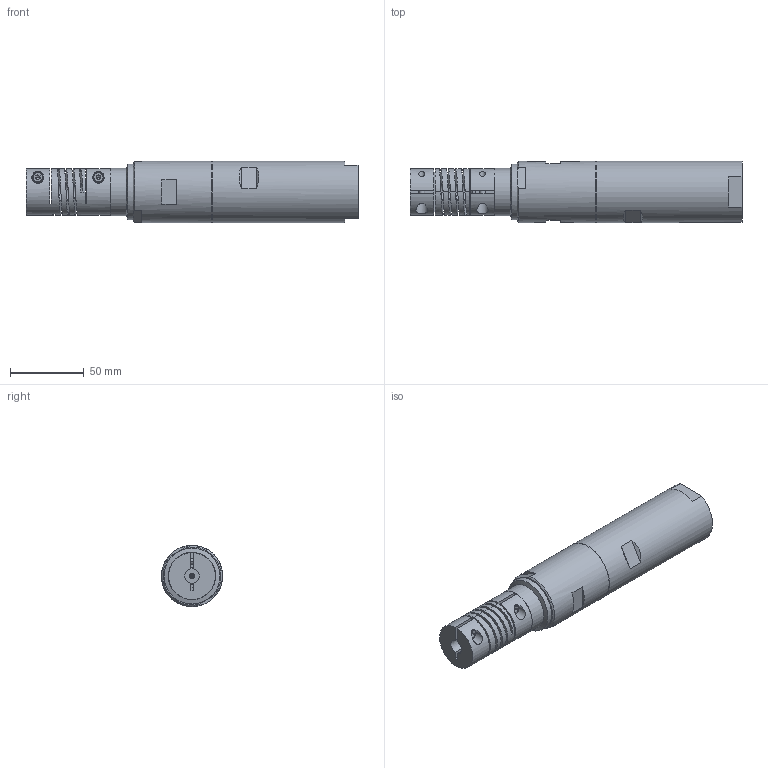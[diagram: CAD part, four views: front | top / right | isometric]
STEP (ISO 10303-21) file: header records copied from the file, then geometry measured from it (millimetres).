
FILE_DESCRIPTION((''),'2;1');
FILE_NAME('EBS 520 WK_60003507.stp','2012-09-21T12:56:47',('ibasyouni'),(''),'Autodesk Inventor 2012','Autodesk Inventor 2012','');
FILE_SCHEMA(('AUTOMOTIVE_DESIGN { 1 0 10303 214 1 1 1 1 }'));
Length unit declared in the file: millimetre
Products named in the file (1): EBS 520 WK_60003507
Bounding box: 225.4 x 41.5 x 41.5 mm (x, y, z)
Volume: 249775.5 mm3; surface area: 42457.9 mm2
Topology: 2 solids, 4 shells, 242 faces, 616 edges, 394 vertices
Faces by surface type: plane 145, cylinder 64, cone 16, bspline 9, torus 8
Full cylindrical faces by diameter (mm): 1.6 x1, 6 x1, 11.445 x2, 32 x1, 36 x1, 38 x1, 41.5 x2
Entity records: 8491 total; most frequent: CARTESIAN_POINT 2548, ORIENTED_EDGE 1168, DIRECTION 1133, EDGE_CURVE 584, AXIS2_PLACEMENT_3D 386, VERTEX_POINT 384, VECTOR 361, LINE 361
